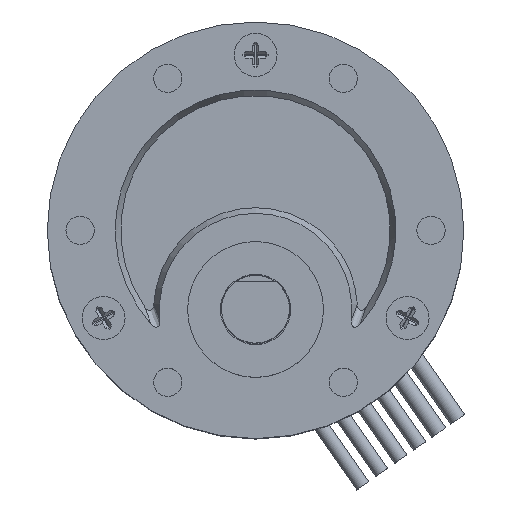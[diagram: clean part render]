
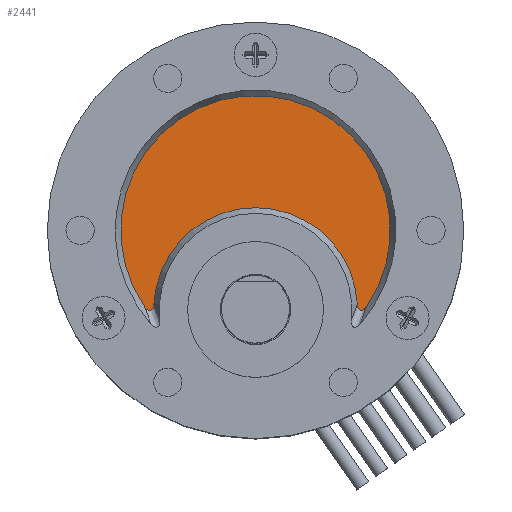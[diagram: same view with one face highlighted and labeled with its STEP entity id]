
A CAD part, top view. The second image highlights one B-rep face of the part: STEP entity #2441.
In plain terms, the highlighted planar face has unit normal (0, 0, 1).
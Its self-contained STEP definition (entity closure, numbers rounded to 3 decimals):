
#1167 = CARTESIAN_POINT ( 'NONE',  ( 10.54, -7.06, 18.925 ) ) ;
#1394 = ORIENTED_EDGE ( 'NONE', *, *, #23226, .T. ) ;
#1930 = CARTESIAN_POINT ( 'NONE',  ( 19.925, 0., 18.925 ) ) ;
#2045 = CARTESIAN_POINT ( 'NONE',  ( 29.411, -7.033, 18.925 ) ) ;
#2175 = VERTEX_POINT ( 'NONE', #31744 ) ;
#2441 = ADVANCED_FACE ( 'NONE', ( #8242 ), #3840, .T. ) ;
#2511 = CARTESIAN_POINT ( 'NONE',  ( 29.307, -7.061, 18.925 ) ) ;
#3261 = CARTESIAN_POINT ( 'NONE',  ( 19.925, 0., 18.925 ) ) ;
#3366 = AXIS2_PLACEMENT_3D ( 'NONE', #19365, #11154, #31045 ) ;
#3669 = DIRECTION ( 'NONE',  ( 0., 0., 1. ) ) ;
#3840 = PLANE ( 'NONE',  #28496 ) ;
#4205 = CARTESIAN_POINT ( 'NONE',  ( 10.7, -7.036, 18.925 ) ) ;
#5200 = CARTESIAN_POINT ( 'NONE',  ( 29.727, -6.748, 18.925 ) ) ;
#5383 = CARTESIAN_POINT ( 'NONE',  ( 10.123, -6.748, 18.925 ) ) ;
#7522 = DIRECTION ( 'NONE',  ( 0., 0., 1. ) ) ;
#7659 = CARTESIAN_POINT ( 'NONE',  ( 28.935, -6.73, 18.925 ) ) ;
#7897 = CARTESIAN_POINT ( 'NONE',  ( 29.027, -6.925, 18.925 ) ) ;
#8242 = FACE_OUTER_BOUND ( 'NONE', #22459, .T. ) ;
#8860 = CARTESIAN_POINT ( 'NONE',  ( 10.184, -6.836, 18.925 ) ) ;
#10362 = DIRECTION ( 'NONE',  ( 1., 0., 0. ) ) ;
#10724 = CARTESIAN_POINT ( 'NONE',  ( 29.147, -7.034, 18.925 ) ) ;
#11154 = DIRECTION ( 'NONE',  ( 0., 0., -1. ) ) ;
#11615 = CIRCLE ( 'NONE', #3366, 9. ) ;
#12867 = EDGE_CURVE ( 'NONE', #26431, #2175, #30704, .T. ) ;
#13192 = CARTESIAN_POINT ( 'NONE',  ( 28.999, -6.878, 18.925 ) ) ;
#13332 = CARTESIAN_POINT ( 'NONE',  ( 29.251, -7.063, 18.925 ) ) ;
#13441 = CARTESIAN_POINT ( 'NONE',  ( 28.912, -6.518, 18.925 ) ) ;
#14644 = EDGE_CURVE ( 'NONE', #22781, #26431, #25331, .T. ) ;
#16960 = ORIENTED_EDGE ( 'NONE', *, *, #12867, .T. ) ;
#18212 = B_SPLINE_CURVE_WITH_KNOTS ( 'NONE', 3,
 ( #13441, #27552, #7659, #13192, #7897, #18945, #10724, #13332, #2511, #2045, #30376, #21639, #22129, #5200 ),
 .UNSPECIFIED., .F., .F.,
 ( 4, 2, 2, 2, 2, 2, 4 ),
 ( 0., 0., 0., 0.001, 0.001, 0.001, 0.001 ),
 .UNSPECIFIED. ) ;
#18945 = CARTESIAN_POINT ( 'NONE',  ( 29.101, -7.004, 18.925 ) ) ;
#19365 = CARTESIAN_POINT ( 'NONE',  ( 19.925, -7., 18.925 ) ) ;
#19789 = EDGE_CURVE ( 'NONE', #2175, #25851, #11615, .T. ) ;
#19919 = AXIS2_PLACEMENT_3D ( 'NONE', #1930, #7522, #10362 ) ;
#20750 = CARTESIAN_POINT ( 'NONE',  ( 10.821, -6.928, 18.925 ) ) ;
#20878 = CARTESIAN_POINT ( 'NONE',  ( 10.932, -6.626, 18.925 ) ) ;
#21009 = CARTESIAN_POINT ( 'NONE',  ( 10.938, -6.518, 18.925 ) ) ;
#21240 = CARTESIAN_POINT ( 'NONE',  ( 10.437, -7.032, 18.925 ) ) ;
#21639 = CARTESIAN_POINT ( 'NONE',  ( 29.593, -6.918, 18.925 ) ) ;
#22085 = CARTESIAN_POINT ( 'NONE',  ( 29.727, -6.748, 18.925 ) ) ;
#22129 = CARTESIAN_POINT ( 'NONE',  ( 29.666, -6.836, 18.925 ) ) ;
#22459 = EDGE_LOOP ( 'NONE', ( #25079, #1394, #36212, #16960 ) ) ;
#22781 = VERTEX_POINT ( 'NONE', #22085 ) ;
#23226 = EDGE_CURVE ( 'NONE', #25851, #22781, #18212, .T. ) ;
#23466 = CARTESIAN_POINT ( 'NONE',  ( 10.123, -6.748, 18.925 ) ) ;
#24677 = DIRECTION ( 'NONE',  ( 1., 0., 0. ) ) ;
#25079 = ORIENTED_EDGE ( 'NONE', *, *, #19789, .T. ) ;
#25331 = CIRCLE ( 'NONE', #19919, 11.9 ) ;
#25851 = VERTEX_POINT ( 'NONE', #30690 ) ;
#26431 = VERTEX_POINT ( 'NONE', #5383 ) ;
#26567 = CARTESIAN_POINT ( 'NONE',  ( 10.596, -7.063, 18.925 ) ) ;
#26682 = CARTESIAN_POINT ( 'NONE',  ( 10.254, -6.915, 18.925 ) ) ;
#26796 = CARTESIAN_POINT ( 'NONE',  ( 10.914, -6.734, 18.925 ) ) ;
#27552 = CARTESIAN_POINT ( 'NONE',  ( 28.918, -6.625, 18.925 ) ) ;
#28496 = AXIS2_PLACEMENT_3D ( 'NONE', #3261, #3669, #24677 ) ;
#29383 = CARTESIAN_POINT ( 'NONE',  ( 10.388, -7.007, 18.925 ) ) ;
#30376 = CARTESIAN_POINT ( 'NONE',  ( 29.46, -7.008, 18.925 ) ) ;
#30690 = CARTESIAN_POINT ( 'NONE',  ( 28.912, -6.518, 18.925 ) ) ;
#30704 = B_SPLINE_CURVE_WITH_KNOTS ( 'NONE', 3,
 ( #23466, #8860, #26682, #29383, #21240, #1167, #26567, #4205, #35077, #20750, #32168, #26796, #20878, #21009 ),
 .UNSPECIFIED., .F., .F.,
 ( 4, 2, 2, 2, 2, 2, 4 ),
 ( 0., 0., 0., 0.001, 0.001, 0.001, 0.001 ),
 .UNSPECIFIED. ) ;
#31045 = DIRECTION ( 'NONE',  ( 1., 0., 0. ) ) ;
#31744 = CARTESIAN_POINT ( 'NONE',  ( 10.938, -6.518, 18.925 ) ) ;
#32168 = CARTESIAN_POINT ( 'NONE',  ( 10.85, -6.881, 18.925 ) ) ;
#35077 = CARTESIAN_POINT ( 'NONE',  ( 10.747, -7.005, 18.925 ) ) ;
#36212 = ORIENTED_EDGE ( 'NONE', *, *, #14644, .T. ) ;
